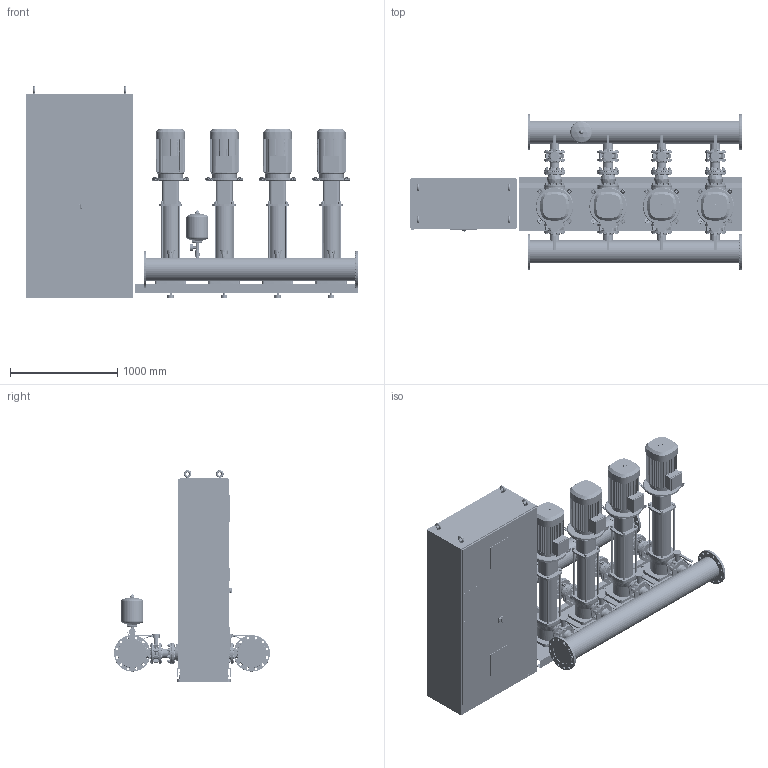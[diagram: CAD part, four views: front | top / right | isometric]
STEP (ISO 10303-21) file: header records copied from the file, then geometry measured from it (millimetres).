
FILE_DESCRIPTION((''),'2;1');
FILE_NAME('3d_SiBoostSmartFC4HELIXV5204_2-2540868.stp','2017-09-26T09:43:52',(''),(''),'Mechanical Desktop 2009','Mechanical Desktop 2009',', , ');
FILE_SCHEMA(('CONFIG_CONTROL_DESIGN'));
Length unit declared in the file: millimetre
Products named in the file (1): Product
Bounding box: 3100 x 1456 x 1975 mm (x, y, z)
Volume: 1346665734.9 mm3; surface area: 30843209.9 mm2
Topology: 382 solids, 382 shells, 10306 faces, 25342 edges, 16347 vertices
Faces by surface type: bspline 4100, plane 2806, cylinder 2470, torus 516, cone 344, sphere 70
Entity records: 344823 total; most frequent: CARTESIAN_POINT 107322, ORIENTED_EDGE 50548, DIRECTION 46384, EDGE_CURVE 25274, VERTEX_POINT 16342, AXIS2_PLACEMENT_3D 16131, VECTOR 14122, LINE 14122
